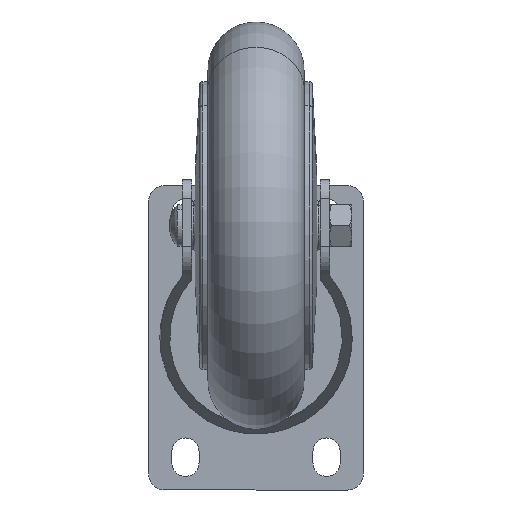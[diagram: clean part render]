
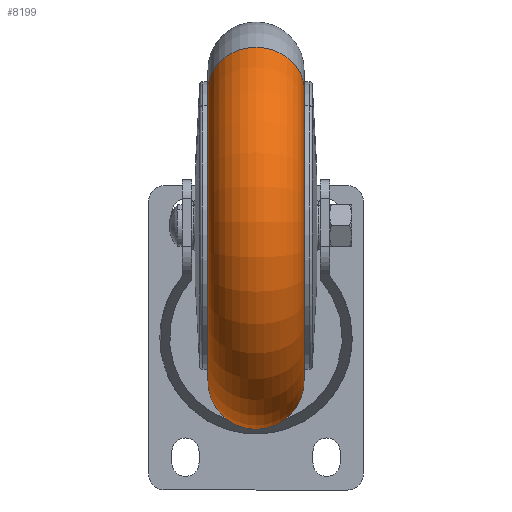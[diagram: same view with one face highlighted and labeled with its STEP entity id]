
A CAD part, front view. The second image highlights one B-rep face of the part: STEP entity #8199.
In plain terms, the highlighted toroidal (fillet/blend) face has major radius 48.5 mm and minor radius 15 mm.
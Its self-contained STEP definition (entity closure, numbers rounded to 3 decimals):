
#255 = VERTEX_POINT ( 'NONE', #21762 ) ;
#1745 = EDGE_CURVE ( 'NONE', #29826, #42613, #35264, .T. ) ;
#3054 = TOROIDAL_SURFACE ( 'NONE', #30551, 48.5, 15. ) ;
#3431 = EDGE_CURVE ( 'NONE', #24323, #255, #3795, .T. ) ;
#3788 = CARTESIAN_POINT ( 'NONE',  ( 0., 0., 48.5 ) ) ;
#3795 = CIRCLE ( 'NONE', #30999, 48.5 ) ;
#3851 = DIRECTION ( 'NONE',  ( 0., 1., 0. ) ) ;
#3943 = EDGE_CURVE ( 'NONE', #29826, #24323, #24921, .T. ) ;
#6575 = DIRECTION ( 'NONE',  ( 0., 0., 1. ) ) ;
#7184 = DIRECTION ( 'NONE',  ( 0., 0., -1. ) ) ;
#7739 = ORIENTED_EDGE ( 'NONE', *, *, #3943, .F. ) ;
#8199 = ADVANCED_FACE ( 'NONE', ( #28926 ), #3054, .T. ) ;
#10925 = DIRECTION ( 'NONE',  ( -1., 0., 0. ) ) ;
#11288 = AXIS2_PLACEMENT_3D ( 'NONE', #24079, #3851, #27482 ) ;
#14327 = AXIS2_PLACEMENT_3D ( 'NONE', #3788, #27418, #7184 ) ;
#18023 = ORIENTED_EDGE ( 'NONE', *, *, #34843, .T. ) ;
#19040 = CARTESIAN_POINT ( 'NONE',  ( -15., 0., 0. ) ) ;
#21762 = CARTESIAN_POINT ( 'NONE',  ( -15., 0., 48.5 ) ) ;
#22421 = DIRECTION ( 'NONE',  ( 0., 0., 1. ) ) ;
#23116 = AXIS2_PLACEMENT_3D ( 'NONE', #31084, #10925, #34448 ) ;
#23174 = CARTESIAN_POINT ( 'NONE',  ( 15., 0., 48.5 ) ) ;
#23426 = DIRECTION ( 'NONE',  ( -1., 0., 0. ) ) ;
#24079 = CARTESIAN_POINT ( 'NONE',  ( 0., 0., -48.5 ) ) ;
#24323 = VERTEX_POINT ( 'NONE', #34665 ) ;
#24921 = CIRCLE ( 'NONE', #11288, 15. ) ;
#27418 = DIRECTION ( 'NONE',  ( 0., -1., 0. ) ) ;
#27482 = DIRECTION ( 'NONE',  ( 0., 0., 1. ) ) ;
#28926 = FACE_OUTER_BOUND ( 'NONE', #42661, .T. ) ;
#29826 = VERTEX_POINT ( 'NONE', #40539 ) ;
#30551 = AXIS2_PLACEMENT_3D ( 'NONE', #36748, #23426, #6575 ) ;
#30781 = ORIENTED_EDGE ( 'NONE', *, *, #3431, .F. ) ;
#30999 = AXIS2_PLACEMENT_3D ( 'NONE', #19040, #42543, #22421 ) ;
#31084 = CARTESIAN_POINT ( 'NONE',  ( 15., 0., 0. ) ) ;
#32763 = ORIENTED_EDGE ( 'NONE', *, *, #1745, .T. ) ;
#34448 = DIRECTION ( 'NONE',  ( 0., 0., 1. ) ) ;
#34665 = CARTESIAN_POINT ( 'NONE',  ( -15., 0., -48.5 ) ) ;
#34843 = EDGE_CURVE ( 'NONE', #42613, #255, #36059, .T. ) ;
#35264 = CIRCLE ( 'NONE', #23116, 48.5 ) ;
#36059 = CIRCLE ( 'NONE', #14327, 15. ) ;
#36748 = CARTESIAN_POINT ( 'NONE',  ( 0., 0., 0. ) ) ;
#40539 = CARTESIAN_POINT ( 'NONE',  ( 15., 0., -48.5 ) ) ;
#42543 = DIRECTION ( 'NONE',  ( -1., 0., 0. ) ) ;
#42613 = VERTEX_POINT ( 'NONE', #23174 ) ;
#42661 = EDGE_LOOP ( 'NONE', ( #7739, #32763, #18023, #30781 ) ) ;
